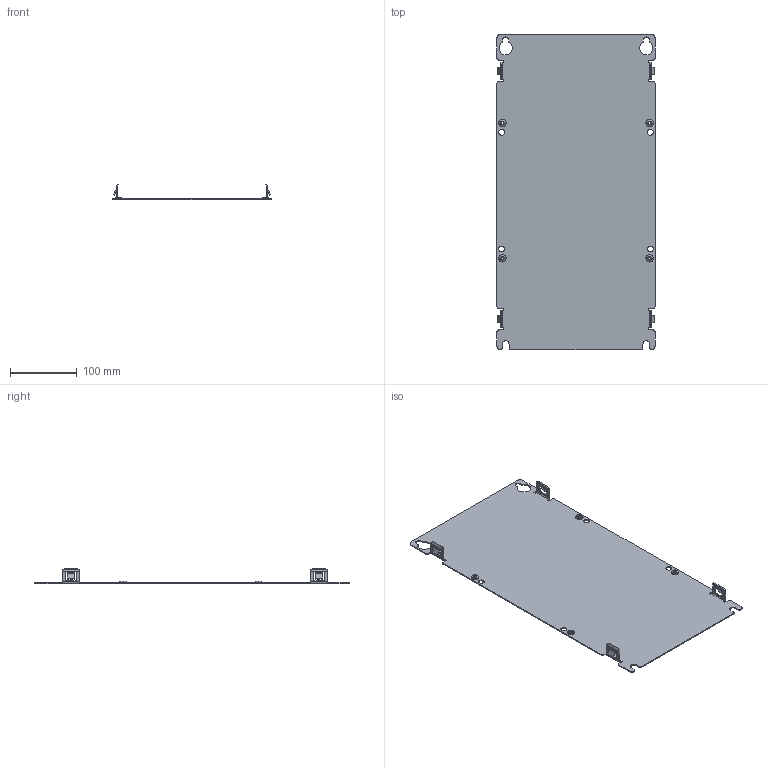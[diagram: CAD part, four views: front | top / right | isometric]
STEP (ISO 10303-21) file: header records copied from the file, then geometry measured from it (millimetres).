
FILE_DESCRIPTION((''),'2;1');
FILE_NAME('130B3383','2018-10-17T',('U335518'),('Danfoss Drives A/S'),'CREO PARAMETRIC BY PTC INC, 2015480','CREO PARAMETRIC BY PTC INC, 2015480','');
FILE_SCHEMA(('CONFIG_CONTROL_DESIGN','GEOMETRIC_VALIDATION_PROPERTIES_MIM'));
Length unit declared in the file: millimetre
Products named in the file (1): 130B3383
Bounding box: 236 x 471 x 23.46 mm (x, y, z)
Volume: 166537 mm3; surface area: 225584.5 mm2
Topology: 1 solids, 1 shells, 316 faces, 827 edges, 546 vertices
Faces by surface type: plane 202, cylinder 82, torus 32
Entity records: 12298 total; most frequent: DIRECTION 1745, CARTESIAN_POINT 1658, ORIENTED_EDGE 1612, PRESENTATION_STYLE_ASSIGNMENT 834, STYLED_ITEM 834, CURVE_STYLE 833, EDGE_CURVE 806, AXIS2_PLACEMENT_3D 597
